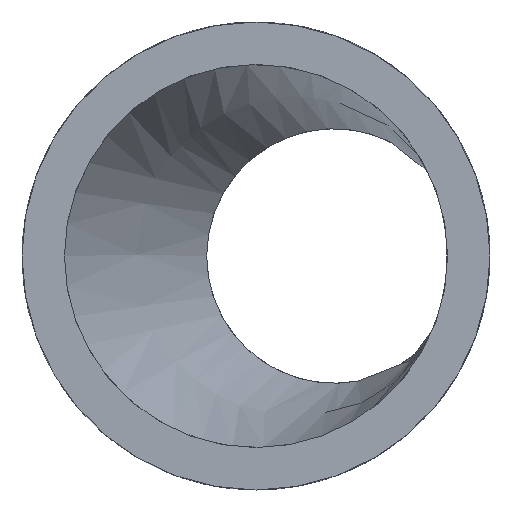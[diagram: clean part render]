
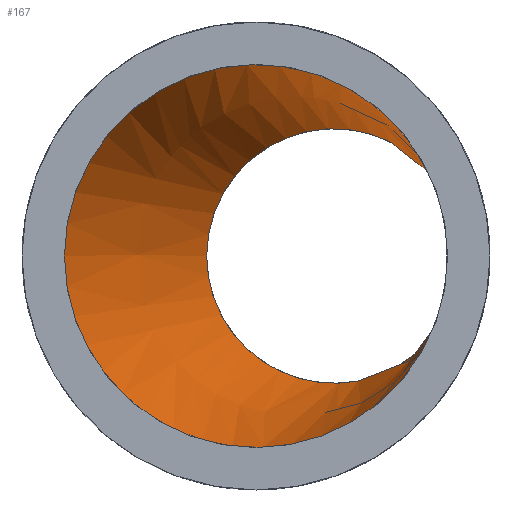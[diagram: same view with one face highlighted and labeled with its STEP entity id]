
A CAD part, left-side view. The second image highlights one B-rep face of the part: STEP entity #167.
In plain terms, the highlighted free-form (B-spline) face has degree [1, 2] with [2, 9] control points.
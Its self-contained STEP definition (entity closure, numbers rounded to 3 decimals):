
#31=CIRCLE('',#195,30.7);
#32=CIRCLE('',#196,30.7);
#33=CIRCLE('',#197,20.4);
#34=CIRCLE('',#198,20.4);
#35=CIRCLE('',#199,20.4);
#36=CIRCLE('',#200,20.4);
#37=CIRCLE('',#201,30.7);
#38=CIRCLE('',#202,30.7);
#43=(
BOUNDED_SURFACE()
B_SPLINE_SURFACE(1,2,((#658,#659,#660,#661,#662,#663,#664,#665,#666),(#667,
#668,#669,#670,#671,#672,#673,#674,#675)),.UNSPECIFIED.,.F.,.T.,.F.)
B_SPLINE_SURFACE_WITH_KNOTS((2,2),(3,2,2,2,3),(-0.215,2.046),
(-3.142,-1.571,0.,1.571,3.142),
 .UNSPECIFIED.)
GEOMETRIC_REPRESENTATION_ITEM()
RATIONAL_B_SPLINE_SURFACE(((1.,0.707,1.,0.707,1.,
0.707,1.,0.707,1.),(1.,0.707,1.,0.707,
1.,0.707,1.,0.707,1.)))
REPRESENTATION_ITEM('')
SURFACE()
);
#47=FACE_OUTER_BOUND('',#57,.T.);
#57=EDGE_LOOP('',(#121,#122,#123,#124,#125,#126,#127,#128,#129,#130));
#73=B_SPLINE_CURVE_WITH_KNOTS('',1,(#682,#683),.UNSPECIFIED.,.F.,.F.,(2,
2),(0.008,1.903),.UNSPECIFIED.);
#79=VERTEX_POINT('',#676);
#80=VERTEX_POINT('',#677);
#81=VERTEX_POINT('',#679);
#82=VERTEX_POINT('',#681);
#83=VERTEX_POINT('',#684);
#84=VERTEX_POINT('',#686);
#85=VERTEX_POINT('',#688);
#86=VERTEX_POINT('',#691);
#97=EDGE_CURVE('',#79,#80,#31,.T.);
#98=EDGE_CURVE('',#80,#81,#32,.T.);
#99=EDGE_CURVE('',#81,#82,#73,.T.);
#100=EDGE_CURVE('',#82,#83,#33,.T.);
#101=EDGE_CURVE('',#83,#84,#34,.T.);
#102=EDGE_CURVE('',#84,#85,#35,.T.);
#103=EDGE_CURVE('',#85,#82,#36,.T.);
#104=EDGE_CURVE('',#81,#86,#37,.T.);
#105=EDGE_CURVE('',#86,#79,#38,.T.);
#121=ORIENTED_EDGE('',*,*,#97,.T.);
#122=ORIENTED_EDGE('',*,*,#98,.T.);
#123=ORIENTED_EDGE('',*,*,#99,.T.);
#124=ORIENTED_EDGE('',*,*,#100,.T.);
#125=ORIENTED_EDGE('',*,*,#101,.T.);
#126=ORIENTED_EDGE('',*,*,#102,.T.);
#127=ORIENTED_EDGE('',*,*,#103,.T.);
#128=ORIENTED_EDGE('',*,*,#99,.F.);
#129=ORIENTED_EDGE('',*,*,#104,.T.);
#130=ORIENTED_EDGE('',*,*,#105,.T.);
#167=ADVANCED_FACE('',(#47),#43,.T.);
#195=AXIS2_PLACEMENT_3D('',#678,#215,#216);
#196=AXIS2_PLACEMENT_3D('',#680,#217,#218);
#197=AXIS2_PLACEMENT_3D('',#685,#219,#220);
#198=AXIS2_PLACEMENT_3D('',#687,#221,#222);
#199=AXIS2_PLACEMENT_3D('',#689,#223,#224);
#200=AXIS2_PLACEMENT_3D('',#690,#225,#226);
#201=AXIS2_PLACEMENT_3D('',#692,#227,#228);
#202=AXIS2_PLACEMENT_3D('',#693,#229,#230);
#215=DIRECTION('center_axis',(-1.,0.,0.));
#216=DIRECTION('ref_axis',(0.,-1.,0.));
#217=DIRECTION('center_axis',(-1.,0.,0.));
#218=DIRECTION('ref_axis',(0.,-1.,0.));
#219=DIRECTION('center_axis',(1.,0.,0.));
#220=DIRECTION('ref_axis',(0.,-1.,0.));
#221=DIRECTION('center_axis',(1.,0.,0.));
#222=DIRECTION('ref_axis',(0.,-1.,0.));
#223=DIRECTION('center_axis',(1.,0.,0.));
#224=DIRECTION('ref_axis',(0.,-1.,0.));
#225=DIRECTION('center_axis',(1.,0.,0.));
#226=DIRECTION('ref_axis',(0.,-1.,0.));
#227=DIRECTION('center_axis',(-1.,0.,0.));
#228=DIRECTION('ref_axis',(0.,-1.,0.));
#229=DIRECTION('center_axis',(-1.,0.,0.));
#230=DIRECTION('ref_axis',(0.,-1.,0.));
#658=CARTESIAN_POINT('Ctrl Pts',(75.417,12.759,-31.888));
#659=CARTESIAN_POINT('Ctrl Pts',(82.,43.2,-31.888));
#660=CARTESIAN_POINT('Ctrl Pts',(82.,43.2,0.));
#661=CARTESIAN_POINT('Ctrl Pts',(82.,43.2,31.888));
#662=CARTESIAN_POINT('Ctrl Pts',(75.417,12.759,31.888));
#663=CARTESIAN_POINT('Ctrl Pts',(68.835,-17.683,31.888));
#664=CARTESIAN_POINT('Ctrl Pts',(68.835,-17.683,0.));
#665=CARTESIAN_POINT('Ctrl Pts',(68.835,-17.683,-31.888));
#666=CARTESIAN_POINT('Ctrl Pts',(75.417,12.759,-31.888));
#667=CARTESIAN_POINT('Ctrl Pts',(142.237,-1.69,-19.607));
#668=CARTESIAN_POINT('Ctrl Pts',(146.284,17.027,-19.607));
#669=CARTESIAN_POINT('Ctrl Pts',(146.284,17.027,0.));
#670=CARTESIAN_POINT('Ctrl Pts',(146.284,17.027,19.607));
#671=CARTESIAN_POINT('Ctrl Pts',(142.237,-1.69,19.607));
#672=CARTESIAN_POINT('Ctrl Pts',(138.19,-20.407,19.607));
#673=CARTESIAN_POINT('Ctrl Pts',(138.19,-20.407,0.));
#674=CARTESIAN_POINT('Ctrl Pts',(138.19,-20.407,-19.607));
#675=CARTESIAN_POINT('Ctrl Pts',(142.237,-1.69,-19.607));
#676=CARTESIAN_POINT('',(82.,-12.797,17.394));
#677=CARTESIAN_POINT('',(82.,43.2,0.));
#678=CARTESIAN_POINT('Origin',(82.,12.5,0.));
#679=CARTESIAN_POINT('',(82.,11.335,-30.678));
#680=CARTESIAN_POINT('Origin',(82.,12.5,0.));
#681=CARTESIAN_POINT('',(138.,-0.774,-20.385));
#682=CARTESIAN_POINT('Ctrl Pts',(82.,11.335,-30.678));
#683=CARTESIAN_POINT('Ctrl Pts',(138.,-0.774,-20.385));
#684=CARTESIAN_POINT('',(138.,20.4,0.));
#685=CARTESIAN_POINT('Origin',(138.,0.,0.));
#686=CARTESIAN_POINT('',(138.,-16.81,11.558));
#687=CARTESIAN_POINT('Origin',(138.,0.,0.));
#688=CARTESIAN_POINT('',(138.,-16.81,-11.558));
#689=CARTESIAN_POINT('Origin',(138.,0.,0.));
#690=CARTESIAN_POINT('Origin',(138.,0.,0.));
#691=CARTESIAN_POINT('',(82.,-12.797,-17.394));
#692=CARTESIAN_POINT('Origin',(82.,12.5,0.));
#693=CARTESIAN_POINT('Origin',(82.,12.5,0.));
